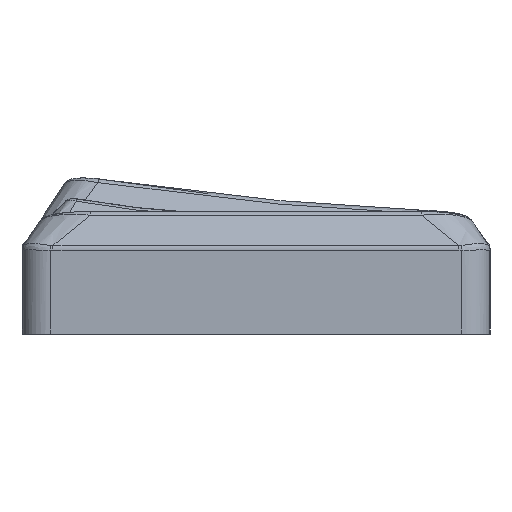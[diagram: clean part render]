
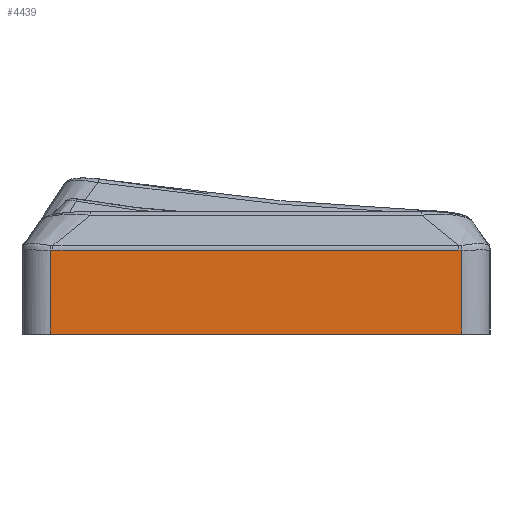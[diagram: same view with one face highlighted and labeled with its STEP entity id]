
A CAD part, left-side view. The second image highlights one B-rep face of the part: STEP entity #4439.
In plain terms, the highlighted planar face has unit normal (-1, 0, 0).
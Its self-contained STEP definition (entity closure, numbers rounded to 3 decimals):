
#37=ELLIPSE('',#4766,1.128,0.673);
#131=B_SPLINE_CURVE_WITH_KNOTS('',3,(#8137,#8138,#8139,#8140),
 .UNSPECIFIED.,.F.,.F.,(4,4),(-0.009,0.),.UNSPECIFIED.);
#384=PLANE('',#4804);
#618=FACE_OUTER_BOUND('',#902,.T.);
#902=EDGE_LOOP('',(#3836,#3837,#3838,#3839,#3840,#3841));
#1189=LINE('',#7829,#1513);
#1197=LINE('',#8117,#1521);
#1206=LINE('',#8455,#1530);
#1217=LINE('',#8688,#1541);
#1513=VECTOR('',#5570,10.);
#1521=VECTOR('',#5616,10.909);
#1530=VECTOR('',#5663,10.909);
#1541=VECTOR('',#5720,10.909);
#2036=VERTEX_POINT('',#7825);
#2038=VERTEX_POINT('',#7828);
#2061=VERTEX_POINT('',#8079);
#2063=VERTEX_POINT('',#8114);
#2064=VERTEX_POINT('',#8116);
#2066=VERTEX_POINT('',#8173);
#2590=EDGE_CURVE('',#2038,#2036,#1189,.F.);
#2624=EDGE_CURVE('',#2063,#2064,#1197,.T.);
#2627=EDGE_CURVE('',#2064,#2061,#131,.T.);
#2633=EDGE_CURVE('',#2066,#2063,#37,.T.);
#2665=EDGE_CURVE('',#2038,#2066,#1206,.T.);
#2693=EDGE_CURVE('',#2061,#2036,#1217,.T.);
#3836=ORIENTED_EDGE('',*,*,#2633,.F.);
#3837=ORIENTED_EDGE('',*,*,#2665,.F.);
#3838=ORIENTED_EDGE('',*,*,#2590,.T.);
#3839=ORIENTED_EDGE('',*,*,#2693,.F.);
#3840=ORIENTED_EDGE('',*,*,#2627,.F.);
#3841=ORIENTED_EDGE('',*,*,#2624,.F.);
#4439=ADVANCED_FACE('',(#618),#384,.F.);
#4766=AXIS2_PLACEMENT_3D('',#8209,#5624,#5625);
#4804=AXIS2_PLACEMENT_3D('',#8687,#5718,#5719);
#5570=DIRECTION('',(0.,1.,0.));
#5616=DIRECTION('',(0.,-1.,0.));
#5624=DIRECTION('center_axis',(1.,0.,0.));
#5625=DIRECTION('ref_axis',(0.,-0.893,0.45));
#5663=DIRECTION('',(0.,0.,1.));
#5718=DIRECTION('center_axis',(1.,0.,0.));
#5719=DIRECTION('ref_axis',(0.,0.,-1.));
#5720=DIRECTION('',(0.,0.,-1.));
#7825=CARTESIAN_POINT('',(-25.849,-120.55,-1.966));
#7828=CARTESIAN_POINT('',(-25.849,-104.732,-1.966));
#7829=CARTESIAN_POINT('',(-25.849,-116.732,-1.966));
#8079=CARTESIAN_POINT('',(-25.849,-120.55,1.257));
#8114=CARTESIAN_POINT('',(-25.849,-104.832,1.261));
#8116=CARTESIAN_POINT('',(-25.849,-120.449,1.261));
#8117=CARTESIAN_POINT('',(-25.849,-116.059,1.261));
#8137=CARTESIAN_POINT('Ctrl Pts',(-25.849,-120.449,1.261));
#8138=CARTESIAN_POINT('Ctrl Pts',(-25.849,-120.483,1.261));
#8139=CARTESIAN_POINT('Ctrl Pts',(-25.849,-120.516,1.259));
#8140=CARTESIAN_POINT('Ctrl Pts',(-25.849,-120.55,1.257));
#8173=CARTESIAN_POINT('',(-25.849,-104.732,1.257));
#8209=CARTESIAN_POINT('Origin',(-25.849,-104.414,0.474));
#8455=CARTESIAN_POINT('',(-25.849,-104.732,1.362));
#8687=CARTESIAN_POINT('Origin',(-25.849,-112.641,1.362));
#8688=CARTESIAN_POINT('',(-25.849,-120.55,1.362));
